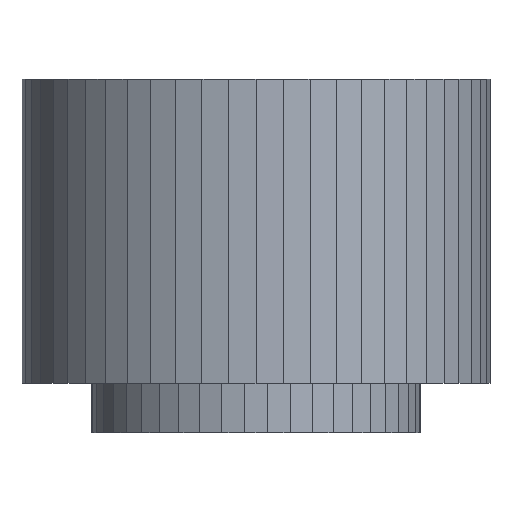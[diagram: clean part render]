
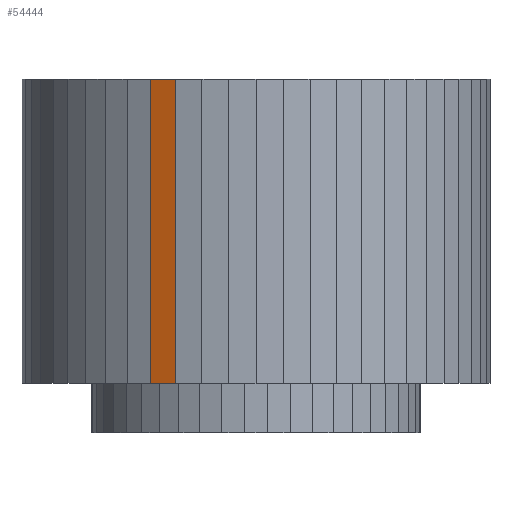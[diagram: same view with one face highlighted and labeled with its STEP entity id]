
A CAD part, left-side view. The second image highlights one B-rep face of the part: STEP entity #54444.
In plain terms, the highlighted planar face has unit normal (-0.918, 0.396, 0).
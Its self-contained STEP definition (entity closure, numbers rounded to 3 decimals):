
#32 = PLANE('',#33);
#33 = AXIS2_PLACEMENT_3D('',#34,#35,#36);
#34 = CARTESIAN_POINT('',(0.,0.,-27.));
#35 = DIRECTION('',(-0.,-0.,-1.));
#36 = DIRECTION('',(-1.,0.,0.));
#1429 = VERTEX_POINT('',#1430);
#1430 = CARTESIAN_POINT('',(-26.781,9.748,-27.));
#1444 = PLANE('',#1445);
#1445 = AXIS2_PLACEMENT_3D('',#1446,#1447,#1448);
#1446 = CARTESIAN_POINT('',(-27.257,8.16,-8.5));
#1447 = DIRECTION('',(-0.958,0.287,0.));
#1448 = DIRECTION('',(-0.287,-0.958,0.));
#1456 = EDGE_CURVE('',#1457,#1429,#1459,.T.);
#1457 = VERTEX_POINT('',#1458);
#1458 = CARTESIAN_POINT('',(-25.469,12.791,-27.));
#1459 = SURFACE_CURVE('',#1460,(#1464,#1471),.PCURVE_S1.);
#1460 = LINE('',#1461,#1462);
#1461 = CARTESIAN_POINT('',(-25.469,12.791,-27.));
#1462 = VECTOR('',#1463,1.);
#1463 = DIRECTION('',(-0.396,-0.918,0.));
#1464 = PCURVE('',#32,#1465);
#1465 = DEFINITIONAL_REPRESENTATION('',(#1466),#1470);
#1466 = LINE('',#1467,#1468);
#1467 = CARTESIAN_POINT('',(25.469,12.791));
#1468 = VECTOR('',#1469,1.);
#1469 = DIRECTION('',(0.396,-0.918));
#1470 = ( GEOMETRIC_REPRESENTATION_CONTEXT(2) 
PARAMETRIC_REPRESENTATION_CONTEXT() REPRESENTATION_CONTEXT('2D SPACE',''
  ) );
#1471 = PCURVE('',#1472,#1477);
#1472 = PLANE('',#1473);
#1473 = AXIS2_PLACEMENT_3D('',#1474,#1475,#1476);
#1474 = CARTESIAN_POINT('',(-26.125,11.269,-8.5));
#1475 = DIRECTION('',(-0.918,0.396,0.
    ));
#1476 = DIRECTION('',(-0.396,-0.918,0.
    ));
#1477 = DEFINITIONAL_REPRESENTATION('',(#1478),#1482);
#1478 = LINE('',#1479,#1480);
#1479 = CARTESIAN_POINT('',(-1.657,-18.5));
#1480 = VECTOR('',#1481,1.);
#1481 = DIRECTION('',(1.,0.));
#1482 = ( GEOMETRIC_REPRESENTATION_CONTEXT(2) 
PARAMETRIC_REPRESENTATION_CONTEXT() REPRESENTATION_CONTEXT('2D SPACE',''
  ) );
#1500 = PLANE('',#1501);
#1501 = AXIS2_PLACEMENT_3D('',#1502,#1503,#1504);
#1502 = CARTESIAN_POINT('',(-24.64,14.226,-8.5));
#1503 = DIRECTION('',(-0.866,0.5,0.)
  );
#1504 = DIRECTION('',(-0.5,-0.866,0.));
#2864 = PLANE('',#2865);
#2865 = AXIS2_PLACEMENT_3D('',#2866,#2867,#2868);
#2866 = CARTESIAN_POINT('',(0.,0.,10.)
  );
#2867 = DIRECTION('',(0.,0.,1.));
#2868 = DIRECTION('',(1.,0.,0.));
#3410 = VERTEX_POINT('',#3411);
#3411 = CARTESIAN_POINT('',(-25.469,12.791,10.));
#3432 = EDGE_CURVE('',#3410,#3433,#3435,.T.);
#3433 = VERTEX_POINT('',#3434);
#3434 = CARTESIAN_POINT('',(-26.781,9.748,10.));
#3435 = SURFACE_CURVE('',#3436,(#3440,#3447),.PCURVE_S1.);
#3436 = LINE('',#3437,#3438);
#3437 = CARTESIAN_POINT('',(-25.469,12.791,10.));
#3438 = VECTOR('',#3439,1.);
#3439 = DIRECTION('',(-0.396,-0.918,0.));
#3440 = PCURVE('',#2864,#3441);
#3441 = DEFINITIONAL_REPRESENTATION('',(#3442),#3446);
#3442 = LINE('',#3443,#3444);
#3443 = CARTESIAN_POINT('',(-25.469,12.791));
#3444 = VECTOR('',#3445,1.);
#3445 = DIRECTION('',(-0.396,-0.918));
#3446 = ( GEOMETRIC_REPRESENTATION_CONTEXT(2) 
PARAMETRIC_REPRESENTATION_CONTEXT() REPRESENTATION_CONTEXT('2D SPACE',''
  ) );
#3447 = PCURVE('',#1472,#3448);
#3448 = DEFINITIONAL_REPRESENTATION('',(#3449),#3453);
#3449 = LINE('',#3450,#3451);
#3450 = CARTESIAN_POINT('',(-1.657,18.5));
#3451 = VECTOR('',#3452,1.);
#3452 = DIRECTION('',(1.,0.));
#3453 = ( GEOMETRIC_REPRESENTATION_CONTEXT(2) 
PARAMETRIC_REPRESENTATION_CONTEXT() REPRESENTATION_CONTEXT('2D SPACE',''
  ) );
#54423 = EDGE_CURVE('',#3410,#1457,#54424,.T.);
#54424 = SURFACE_CURVE('',#54425,(#54429,#54436),.PCURVE_S1.);
#54425 = LINE('',#54426,#54427);
#54426 = CARTESIAN_POINT('',(-25.469,12.791,-4.));
#54427 = VECTOR('',#54428,1.);
#54428 = DIRECTION('',(0.,0.,-1.));
#54429 = PCURVE('',#1500,#54430);
#54430 = DEFINITIONAL_REPRESENTATION('',(#54431),#54435);
#54431 = LINE('',#54432,#54433);
#54432 = CARTESIAN_POINT('',(1.657,4.5));
#54433 = VECTOR('',#54434,1.);
#54434 = DIRECTION('',(0.,-1.));
#54435 = ( GEOMETRIC_REPRESENTATION_CONTEXT(2) 
PARAMETRIC_REPRESENTATION_CONTEXT() REPRESENTATION_CONTEXT('2D SPACE',''
  ) );
#54436 = PCURVE('',#1472,#54437);
#54437 = DEFINITIONAL_REPRESENTATION('',(#54438),#54442);
#54438 = LINE('',#54439,#54440);
#54439 = CARTESIAN_POINT('',(-1.657,4.5));
#54440 = VECTOR('',#54441,1.);
#54441 = DIRECTION('',(0.,-1.));
#54442 = ( GEOMETRIC_REPRESENTATION_CONTEXT(2) 
PARAMETRIC_REPRESENTATION_CONTEXT() REPRESENTATION_CONTEXT('2D SPACE',''
  ) );
#54444 = ADVANCED_FACE('',(#54445),#1472,.T.);
#54445 = FACE_BOUND('',#54446,.T.);
#54446 = EDGE_LOOP('',(#54447,#54448,#54449,#54470));
#54447 = ORIENTED_EDGE('',*,*,#54423,.T.);
#54448 = ORIENTED_EDGE('',*,*,#1456,.T.);
#54449 = ORIENTED_EDGE('',*,*,#54450,.F.);
#54450 = EDGE_CURVE('',#3433,#1429,#54451,.T.);
#54451 = SURFACE_CURVE('',#54452,(#54456,#54463),.PCURVE_S1.);
#54452 = LINE('',#54453,#54454);
#54453 = CARTESIAN_POINT('',(-26.781,9.748,-4.));
#54454 = VECTOR('',#54455,1.);
#54455 = DIRECTION('',(0.,0.,-1.));
#54456 = PCURVE('',#1472,#54457);
#54457 = DEFINITIONAL_REPRESENTATION('',(#54458),#54462);
#54458 = LINE('',#54459,#54460);
#54459 = CARTESIAN_POINT('',(1.657,4.5));
#54460 = VECTOR('',#54461,1.);
#54461 = DIRECTION('',(0.,-1.));
#54462 = ( GEOMETRIC_REPRESENTATION_CONTEXT(2) 
PARAMETRIC_REPRESENTATION_CONTEXT() REPRESENTATION_CONTEXT('2D SPACE',''
  ) );
#54463 = PCURVE('',#1444,#54464);
#54464 = DEFINITIONAL_REPRESENTATION('',(#54465),#54469);
#54465 = LINE('',#54466,#54467);
#54466 = CARTESIAN_POINT('',(-1.657,4.5));
#54467 = VECTOR('',#54468,1.);
#54468 = DIRECTION('',(-0.,-1.));
#54469 = ( GEOMETRIC_REPRESENTATION_CONTEXT(2) 
PARAMETRIC_REPRESENTATION_CONTEXT() REPRESENTATION_CONTEXT('2D SPACE',''
  ) );
#54470 = ORIENTED_EDGE('',*,*,#3432,.F.);
